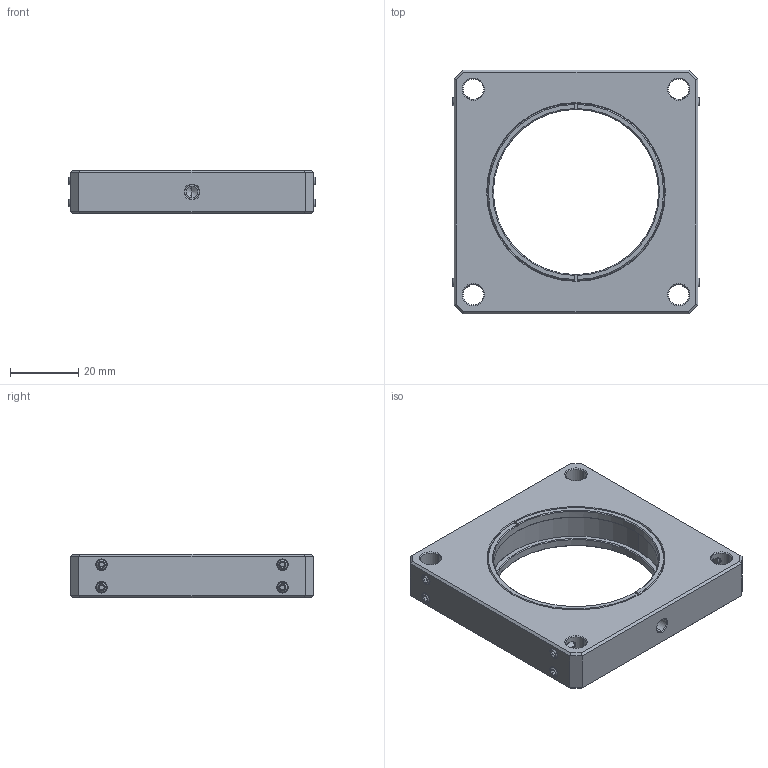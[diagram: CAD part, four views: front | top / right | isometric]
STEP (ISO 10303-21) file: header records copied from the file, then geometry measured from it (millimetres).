
FILE_DESCRIPTION (( 'STEP AP214' ), '1' );
FILE_NAME ('3053-E0W.STEP', '2020-10-22T14:12:55', ( '' ), ( '' ), 'SwSTEP 2.0', 'SolidWorks 2018', '' );
FILE_SCHEMA (( 'AUTOMOTIVE_DESIGN' ));
Length unit declared in the file: inch
Products named in the file (1): 3053-E0W
Bounding box: 71.88 x 71.12 x 12.7 mm (x, y, z)
Volume: 36810.8 mm3; surface area: 15509.9 mm2
Topology: 11 solids, 11 shells, 575 faces, 1397 edges, 873 vertices
Faces by surface type: plane 304, cone 108, bspline 93, cylinder 70
Entity records: 26170 total; most frequent: CARTESIAN_POINT 5641, ORIENTED_EDGE 2758, DIRECTION 2373, EDGE_CURVE 1379, LINE 915, VECTOR 915, VERTEX_POINT 873, AXIS2_PLACEMENT_3D 729
